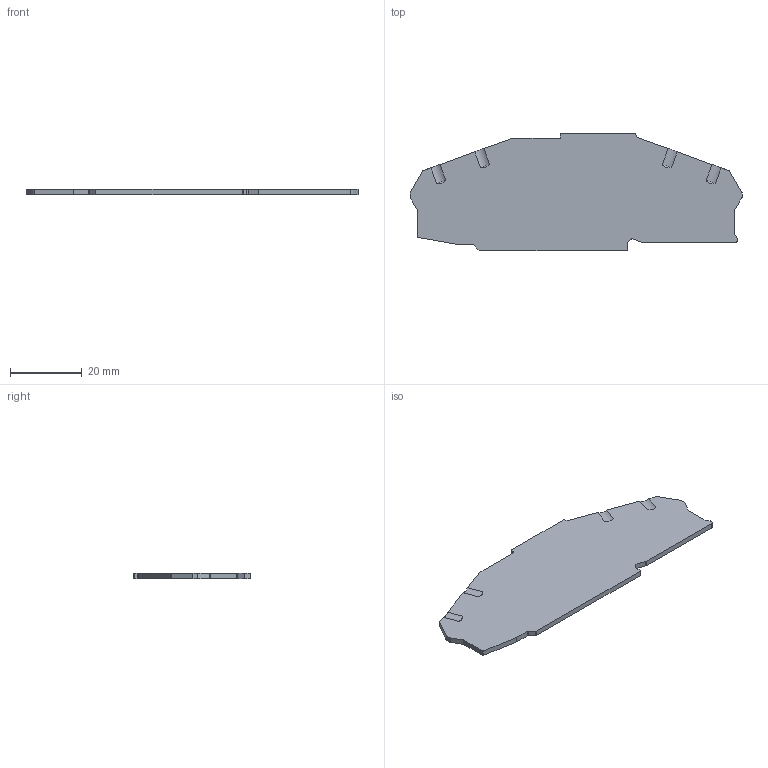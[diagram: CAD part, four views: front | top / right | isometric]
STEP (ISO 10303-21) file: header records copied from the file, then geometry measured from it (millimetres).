
FILE_DESCRIPTION(/* description */ (''),/* implementation_level */ '2;1');
FILE_NAME(/* name */ '3798_ZAPT25_4A_iso.stp',/* time_stamp */ '2011-08-05T11:49:00+02:00',/* author */ (''),/* organization */ (''),/* preprocessor_version */ 'ST-DEVELOPER v11',/* originating_system */ 'SIEMENS UGS NX 6.0',/* authorisation */ '');
FILE_SCHEMA (('CONFIG_CONTROL_DESIGN'));
Length unit declared in the file: millimetre
Products named in the file (1): 3798_ZAPT25_4A_iso
Bounding box: 92.42 x 32.6 x 1.5 mm (x, y, z)
Volume: 3656.6 mm3; surface area: 5232.3 mm2
Topology: 1 solids, 1 shells, 55 faces, 159 edges, 106 vertices
Faces by surface type: cylinder 26, plane 25, cone 4
Entity records: 1979 total; most frequent: CARTESIAN_POINT 397, DIRECTION 319, ORIENTED_EDGE 318, EDGE_CURVE 159, AXIS2_PLACEMENT_3D 108, VERTEX_POINT 106, LINE 103, VECTOR 103
